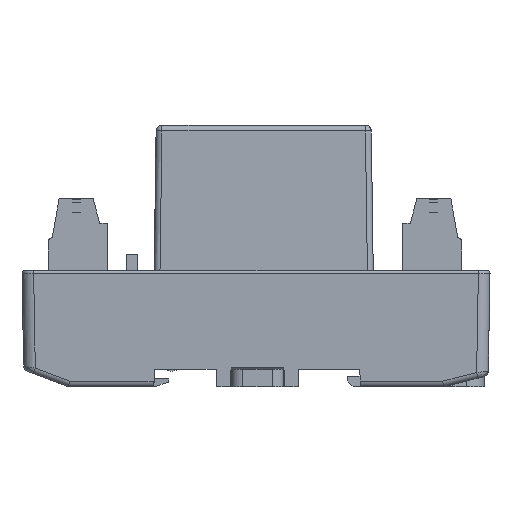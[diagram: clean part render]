
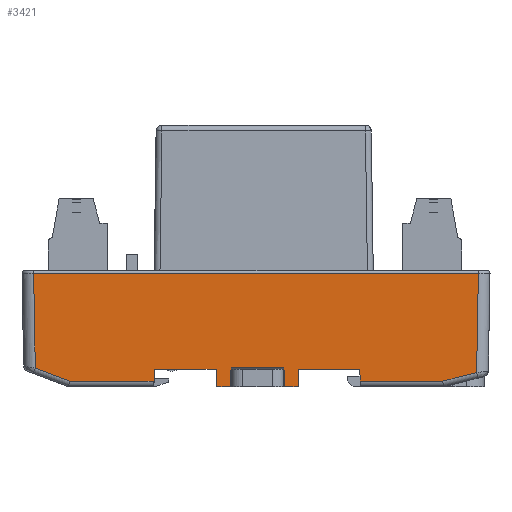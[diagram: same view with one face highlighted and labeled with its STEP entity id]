
A CAD part, left-side view. The second image highlights one B-rep face of the part: STEP entity #3421.
In plain terms, the highlighted planar face has unit normal (-1, 0, -0.018).
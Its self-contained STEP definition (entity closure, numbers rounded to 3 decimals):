
#2225=FACE_OUTER_BOUND('',#6418,.T.);
#3421=ADVANCED_FACE('',(#2225),#4713,.T.);
#4713=PLANE('',#24833);
#6418=EDGE_LOOP('',(#8480,#8481,#8482,#8483,#8484,#8485,#8486,#8487,#8488,
#8489,#8490,#8491,#8492,#8493,#8494,#8495,#8496,#8497,#8498,#8499));
#8480=ORIENTED_EDGE('',*,*,#17020,.T.);
#8481=ORIENTED_EDGE('',*,*,#17095,.T.);
#8482=ORIENTED_EDGE('',*,*,#17096,.T.);
#8483=ORIENTED_EDGE('',*,*,#17097,.T.);
#8484=ORIENTED_EDGE('',*,*,#17098,.T.);
#8485=ORIENTED_EDGE('',*,*,#16996,.F.);
#8486=ORIENTED_EDGE('',*,*,#17099,.F.);
#8487=ORIENTED_EDGE('',*,*,#17100,.F.);
#8488=ORIENTED_EDGE('',*,*,#17101,.F.);
#8489=ORIENTED_EDGE('',*,*,#17102,.T.);
#8490=ORIENTED_EDGE('',*,*,#17103,.T.);
#8491=ORIENTED_EDGE('',*,*,#17104,.F.);
#8492=ORIENTED_EDGE('',*,*,#17105,.T.);
#8493=ORIENTED_EDGE('',*,*,#17106,.T.);
#8494=ORIENTED_EDGE('',*,*,#17107,.F.);
#8495=ORIENTED_EDGE('',*,*,#17108,.T.);
#8496=ORIENTED_EDGE('',*,*,#17109,.F.);
#8497=ORIENTED_EDGE('',*,*,#17110,.F.);
#8498=ORIENTED_EDGE('',*,*,#17111,.T.);
#8499=ORIENTED_EDGE('',*,*,#17052,.T.);
#14775=VERTEX_POINT('',#33465);
#14776=VERTEX_POINT('',#33467);
#14795=VERTEX_POINT('',#33531);
#14796=VERTEX_POINT('',#33533);
#14816=VERTEX_POINT('',#33611);
#14845=VERTEX_POINT('',#33716);
#14846=VERTEX_POINT('',#33718);
#14847=VERTEX_POINT('',#33720);
#14848=VERTEX_POINT('',#33723);
#14849=VERTEX_POINT('',#33725);
#14850=VERTEX_POINT('',#33727);
#14851=VERTEX_POINT('',#33729);
#14852=VERTEX_POINT('',#33731);
#14853=VERTEX_POINT('',#33733);
#14854=VERTEX_POINT('',#33735);
#14855=VERTEX_POINT('',#33737);
#14856=VERTEX_POINT('',#33739);
#14857=VERTEX_POINT('',#33741);
#14858=VERTEX_POINT('',#33743);
#14859=VERTEX_POINT('',#33745);
#16996=EDGE_CURVE('',#14775,#14776,#20214,.T.);
#17020=EDGE_CURVE('',#14796,#14795,#20230,.T.);
#17052=EDGE_CURVE('',#14816,#14796,#20253,.T.);
#17095=EDGE_CURVE('',#14795,#14845,#20288,.T.);
#17096=EDGE_CURVE('',#14845,#14846,#20289,.T.);
#17097=EDGE_CURVE('',#14846,#14847,#20290,.T.);
#17098=EDGE_CURVE('',#14847,#14776,#20291,.T.);
#17099=EDGE_CURVE('',#14848,#14775,#20292,.T.);
#17100=EDGE_CURVE('',#14849,#14848,#20293,.T.);
#17101=EDGE_CURVE('',#14850,#14849,#20294,.T.);
#17102=EDGE_CURVE('',#14850,#14851,#20295,.T.);
#17103=EDGE_CURVE('',#14851,#14852,#20296,.T.);
#17104=EDGE_CURVE('',#14853,#14852,#20297,.T.);
#17105=EDGE_CURVE('',#14853,#14854,#20298,.T.);
#17106=EDGE_CURVE('',#14854,#14855,#20299,.T.);
#17107=EDGE_CURVE('',#14856,#14855,#20300,.T.);
#17108=EDGE_CURVE('',#14856,#14857,#20301,.T.);
#17109=EDGE_CURVE('',#14858,#14857,#20302,.T.);
#17110=EDGE_CURVE('',#14859,#14858,#20303,.T.);
#17111=EDGE_CURVE('',#14859,#14816,#20304,.T.);
#20214=LINE('',#33466,#22616);
#20230=LINE('',#33532,#22632);
#20253=LINE('',#33610,#22655);
#20288=LINE('',#33715,#22690);
#20289=LINE('',#33717,#22691);
#20290=LINE('',#33719,#22692);
#20291=LINE('',#33721,#22693);
#20292=LINE('',#33722,#22694);
#20293=LINE('',#33724,#22695);
#20294=LINE('',#33726,#22696);
#20295=LINE('',#33728,#22697);
#20296=LINE('',#33730,#22698);
#20297=LINE('',#33732,#22699);
#20298=LINE('',#33734,#22700);
#20299=LINE('',#33736,#22701);
#20300=LINE('',#33738,#22702);
#20301=LINE('',#33740,#22703);
#20302=LINE('',#33742,#22704);
#20303=LINE('',#33744,#22705);
#20304=LINE('',#33746,#22706);
#22616=VECTOR('',#27016,1.);
#22632=VECTOR('',#27056,1.);
#22655=VECTOR('',#27113,1.);
#22690=VECTOR('',#27174,1.);
#22691=VECTOR('',#27175,1.);
#22692=VECTOR('',#27176,1.);
#22693=VECTOR('',#27177,1.);
#22694=VECTOR('',#27178,1.);
#22695=VECTOR('',#27179,1.);
#22696=VECTOR('',#27180,1.);
#22697=VECTOR('',#27181,1.);
#22698=VECTOR('',#27182,1.);
#22699=VECTOR('',#27183,1.);
#22700=VECTOR('',#27184,1.);
#22701=VECTOR('',#27185,1.);
#22702=VECTOR('',#27186,1.);
#22703=VECTOR('',#27187,1.);
#22704=VECTOR('',#27188,1.);
#22705=VECTOR('',#27189,1.);
#22706=VECTOR('',#27190,1.);
#24833=AXIS2_PLACEMENT_3D('',#33747,#27191,#27192);
#27016=DIRECTION('',(0.017,0.017,-1.));
#27056=DIRECTION('',(-0.017,-0.017,1.));
#27113=DIRECTION('',(-0.004,-0.97,0.243));
#27174=DIRECTION('',(0.,1.,0.));
#27175=DIRECTION('',(0.017,-0.017,-1.));
#27176=DIRECTION('',(0.006,-0.936,-0.351));
#27177=DIRECTION('',(0.,-1.,0.));
#27178=DIRECTION('',(0.,1.,0.));
#27179=DIRECTION('',(-0.017,0.035,0.999));
#27180=DIRECTION('',(0.,1.,0.));
#27181=DIRECTION('',(-0.017,-0.035,0.999));
#27182=DIRECTION('',(-0.017,0.,1.));
#27183=DIRECTION('',(0.,1.,0.));
#27184=DIRECTION('',(0.017,0.,-1.));
#27185=DIRECTION('',(0.017,-0.035,-0.999));
#27186=DIRECTION('',(0.,1.,0.));
#27187=DIRECTION('',(-0.017,-0.035,0.999));
#27188=DIRECTION('',(0.,1.,0.));
#27189=DIRECTION('',(-0.017,0.017,1.));
#27190=DIRECTION('',(0.,-1.,0.));
#27191=DIRECTION('',(-1.,0.,-0.017));
#27192=DIRECTION('',(0.017,0.,-1.));
#33465=CARTESIAN_POINT('',(410.776,57.283,-6.544));
#33466=CARTESIAN_POINT('',(410.474,56.981,10.758));
#33467=CARTESIAN_POINT('',(410.811,57.318,-8.562));
#33531=CARTESIAN_POINT('',(410.488,1.6,9.947));
#33532=CARTESIAN_POINT('',(410.478,1.59,10.491));
#33533=CARTESIAN_POINT('',(410.786,1.897,-7.107));
#33610=CARTESIAN_POINT('',(410.923,33.436,-14.992));
#33611=CARTESIAN_POINT('',(410.811,7.714,-8.562));
#33715=CARTESIAN_POINT('',(410.488,39.8,9.947));
#33716=CARTESIAN_POINT('',(410.488,78.001,9.947));
#33717=CARTESIAN_POINT('',(410.491,77.998,9.792));
#33718=CARTESIAN_POINT('',(410.772,77.716,-6.354));
#33719=CARTESIAN_POINT('',(410.954,50.005,-16.745));
#33720=CARTESIAN_POINT('',(410.811,71.828,-8.562));
#33721=CARTESIAN_POINT('',(410.811,39.8,-8.562));
#33722=CARTESIAN_POINT('',(410.776,39.8,-6.544));
#33723=CARTESIAN_POINT('',(410.776,46.647,-6.544));
#33724=CARTESIAN_POINT('',(410.483,47.232,10.199));
#33725=CARTESIAN_POINT('',(410.828,46.542,-9.544));
#33726=CARTESIAN_POINT('',(410.828,39.542,-9.544));
#33727=CARTESIAN_POINT('',(410.828,44.197,-9.544));
#33728=CARTESIAN_POINT('',(410.477,43.494,10.587));
#33729=CARTESIAN_POINT('',(410.776,44.092,-6.544));
#33730=CARTESIAN_POINT('',(410.479,44.092,10.458));
#33731=CARTESIAN_POINT('',(410.771,44.092,-6.26));
#33732=CARTESIAN_POINT('',(410.771,248.987,-6.26));
#33733=CARTESIAN_POINT('',(410.771,34.992,-6.26));
#33734=CARTESIAN_POINT('',(410.479,34.992,10.458));
#33735=CARTESIAN_POINT('',(410.776,34.992,-6.544));
#33736=CARTESIAN_POINT('',(410.476,35.591,10.605));
#33737=CARTESIAN_POINT('',(410.828,34.887,-9.544));
#33738=CARTESIAN_POINT('',(410.828,39.542,-9.544));
#33739=CARTESIAN_POINT('',(410.828,32.542,-9.544));
#33740=CARTESIAN_POINT('',(410.831,32.548,-9.719));
#33741=CARTESIAN_POINT('',(410.776,32.437,-6.544));
#33742=CARTESIAN_POINT('',(410.776,39.8,-6.544));
#33743=CARTESIAN_POINT('',(410.776,21.951,-6.544));
#33744=CARTESIAN_POINT('',(410.787,21.94,-7.173));
#33745=CARTESIAN_POINT('',(410.811,21.916,-8.562));
#33746=CARTESIAN_POINT('',(410.811,39.8,-8.562));
#33747=CARTESIAN_POINT('',(410.479,39.8,10.458));
